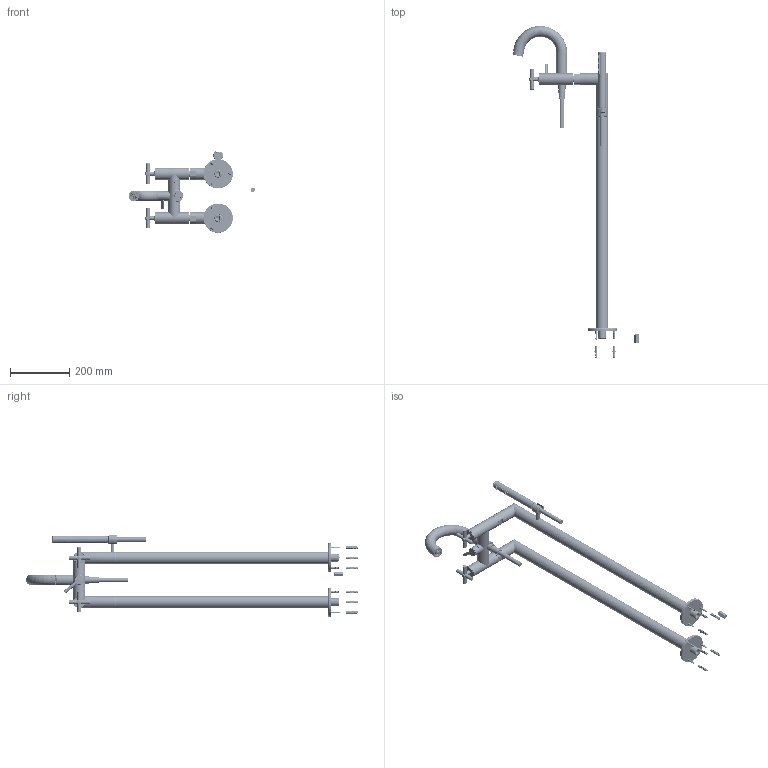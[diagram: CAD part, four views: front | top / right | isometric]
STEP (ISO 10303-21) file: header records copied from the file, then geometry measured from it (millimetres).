
FILE_DESCRIPTION((''),'2;1');
FILE_NAME('SU_004200_ASM','2013-06-26T',('AdrianoZ'),(''),'PRO/ENGINEER BY PARAMETRIC TECHNOLOGY CORPORATION, 2004150','PRO/ENGINEER BY PARAMETRIC TECHNOLOGY CORPORATION, 2004150','');
FILE_SCHEMA(('CONFIG_CONTROL_DESIGN'));
Length unit declared in the file: millimetre
Products named in the file (70): TU_38; AN_18; RC_91; OR_3106; RC_91_CP_ASM; RC_90; RC_93; RC_92; OR_2118; RC_90_CP_ASM; AN_20; DT_06; CS_10; GR_04; SD_15_ASM; AN_19; VI_35; TA_02; GR_03; CH_06; 05_CV_03_ASM; CO_NKVO; TU_45; RC_99; OR_3100; GR_10; VIT1-2CICE_FA; VIT1-2CICE_FB; VIT1-2CICE_FC; VIT1-2CICE_FD; VIT1-2CICE_FE; VC_01CI_ASM; CM_34; PL_28; CC_09; VI_01; PL_25; OR_2021; RC_100; BT_13SFB ...
Assembly tree (114 placements, depth 4):
  SU_004200_ASM
    05_CV_03_ASM
      TU_38  x2
      AN_18  x2
      RC_91_CP_ASM  x2
        RC_91
        OR_3106
      RC_90_CP_ASM  x2
        RC_90
        RC_93
        RC_92
        OR_3106
        OR_2118
      SD_15_ASM
        AN_20
        DT_06
        CS_10
        GR_04
      AN_19
      VI_35  x6
      TA_02  x6
      GR_03  x4
      CH_06
    538_02NK_ASM
      CO_NKVO
      TU_45  x2
      RC_99  x2
      OR_3100  x4
      GR_10  x2
      VC_01CI_ASM  x2
        VIT1-2CICE_FA
        VIT1-2CICE_FB
        VIT1-2CICE_FC
        VIT1-2CICE_FD
        VIT1-2CICE_FE
      CM_34  x2
      PL_28  x2
      CC_09  x2
      VI_01  x3
      OR_2118  x2
      PL_25  x2
      OR_2021  x2
      RC_100
      BT_13S_ASM
        BT_13SFB
        BT_13SFA
        BT_13SFC
      ORM_0200-20
      PIS_02
      OR_112  x2
      AD_05
      IU_20
      ORM_0190-20  x2
      OR_2037
      RA_43
      GH_40
      CM_41
      LE_22
      PL_29
      GG_09
Bounding box: 429.11 x 1122.8 x 275.82 mm (x, y, z)
Volume: 1957934.2 mm3; surface area: 939053.5 mm2
Topology: 119 solids, 198 shells, 4675 faces, 10984 edges, 6847 vertices
Faces by surface type: plane 1706, cylinder 1671, cone 661, torus 471, bspline 138, sphere 28
Entity records: 97129 total; most frequent: CARTESIAN_POINT 31674, DIRECTION 14141, ORIENTED_EDGE 12608, EDGE_CURVE 6411, AXIS2_PLACEMENT_3D 5748, VERTEX_POINT 4031, EDGE_LOOP 3126, FACE_OUTER_BOUND 2755
